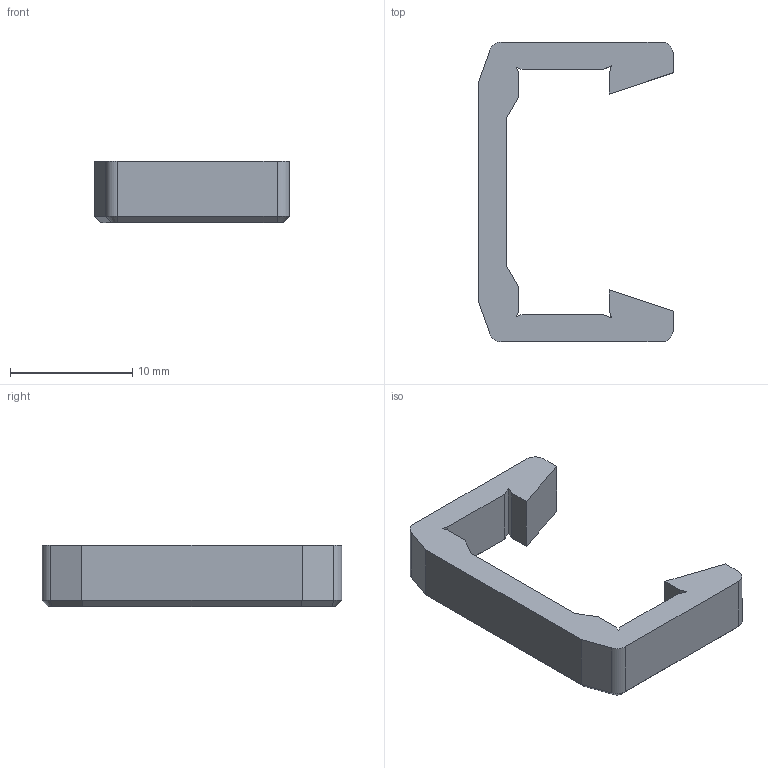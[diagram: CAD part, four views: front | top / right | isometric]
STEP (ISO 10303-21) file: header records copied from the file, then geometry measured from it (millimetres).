
FILE_DESCRIPTION(/* description */ ('Alibre Inc.'),/* implementation_level */ '2;1');
FILE_NAME(/* name */ 'export0',/* time_stamp */ '2017-07-21T18:14:22-04:00',/* author */ (''),/* organization */ (''),/* preprocessor_version */ 'ST-DEVELOPER v14',/* originating_system */ 'Alibre',/* authorisation */ '');
FILE_SCHEMA (('AUTOMOTIVE_DESIGN'));
Length unit declared in the file: centimetre
Bounding box: 15.9 x 24.5 x 5 mm (x, y, z)
Volume: 636.1 mm3; surface area: 780.8 mm2
Topology: 1 solids, 1 shells, 62 faces, 150 edges, 90 vertices
Faces by surface type: plane 54, cone 4, cylinder 4
Entity records: 1707 total; most frequent: CARTESIAN_POINT 302, ORIENTED_EDGE 300, DIRECTION 232, EDGE_CURVE 150, VECTOR 138, LINE 138, VERTEX_POINT 90, AXIS2_PLACEMENT_3D 74
